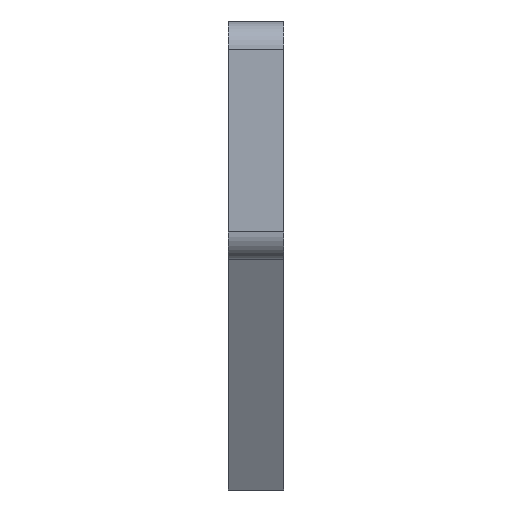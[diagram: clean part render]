
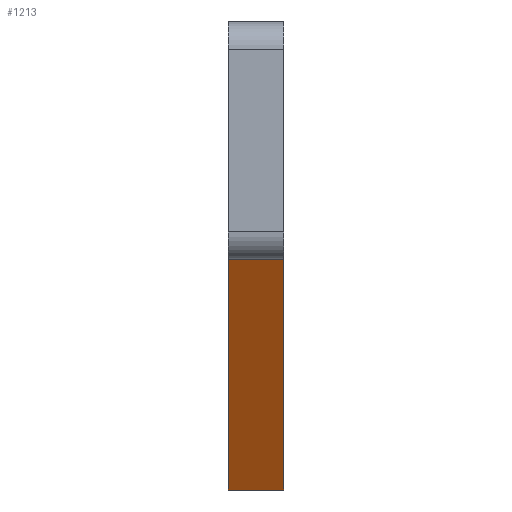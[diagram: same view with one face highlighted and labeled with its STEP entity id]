
A CAD part, top view. The second image highlights one B-rep face of the part: STEP entity #1213.
In plain terms, the highlighted planar face has unit normal (0, -0.981, 0.195).
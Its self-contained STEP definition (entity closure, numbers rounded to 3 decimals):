
#65 = EDGE_CURVE ( 'NONE', #1145, #2111, #435, .T. ) ;
#79 = DIRECTION ( 'NONE',  ( 0., -0.195, -0.981 ) ) ;
#161 = VECTOR ( 'NONE', #79, 1000. ) ;
#217 = DIRECTION ( 'NONE',  ( 0., -0.195, -0.981 ) ) ;
#311 = PLANE ( 'NONE',  #2262 ) ;
#416 = VERTEX_POINT ( 'NONE', #1469 ) ;
#435 = LINE ( 'NONE', #2228, #2688 ) ;
#442 = EDGE_CURVE ( 'NONE', #1249, #1145, #2707, .T. ) ;
#487 = CARTESIAN_POINT ( 'NONE',  ( -3., -25., 138. ) ) ;
#524 = DIRECTION ( 'NONE',  ( 0., 0.195, 0.981 ) ) ;
#545 = ORIENTED_EDGE ( 'NONE', *, *, #442, .F. ) ;
#715 = LINE ( 'NONE', #487, #161 ) ;
#722 = ORIENTED_EDGE ( 'NONE', *, *, #65, .F. ) ;
#1102 = EDGE_CURVE ( 'NONE', #416, #2111, #715, .T. ) ;
#1125 = DIRECTION ( 'NONE',  ( -1., 0., 0. ) ) ;
#1145 = VERTEX_POINT ( 'NONE', #2468 ) ;
#1164 = CARTESIAN_POINT ( 'NONE',  ( 3., -25., 138. ) ) ;
#1176 = CARTESIAN_POINT ( 'NONE',  ( 3., -25.479, 135.584 ) ) ;
#1213 = ADVANCED_FACE ( 'NONE', ( #2257 ), #311, .F. ) ;
#1249 = VERTEX_POINT ( 'NONE', #1176 ) ;
#1251 = LINE ( 'NONE', #1723, #2281 ) ;
#1469 = CARTESIAN_POINT ( 'NONE',  ( -3., -25.479, 135.584 ) ) ;
#1507 = DIRECTION ( 'NONE',  ( -1., 0., 0. ) ) ;
#1723 = CARTESIAN_POINT ( 'NONE',  ( 3., -25.479, 135.584 ) ) ;
#1833 = DIRECTION ( 'NONE',  ( 0., 0.981, -0.195 ) ) ;
#1943 = CARTESIAN_POINT ( 'NONE',  ( 3., -25., 138. ) ) ;
#2000 = EDGE_LOOP ( 'NONE', ( #545, #2562, #2104, #722 ) ) ;
#2104 = ORIENTED_EDGE ( 'NONE', *, *, #1102, .T. ) ;
#2111 = VERTEX_POINT ( 'NONE', #2356 ) ;
#2200 = EDGE_CURVE ( 'NONE', #1249, #416, #1251, .T. ) ;
#2228 = CARTESIAN_POINT ( 'NONE',  ( 3., -50., 12. ) ) ;
#2257 = FACE_OUTER_BOUND ( 'NONE', #2000, .T. ) ;
#2262 = AXIS2_PLACEMENT_3D ( 'NONE', #1164, #1833, #524 ) ;
#2281 = VECTOR ( 'NONE', #1507, 1000. ) ;
#2356 = CARTESIAN_POINT ( 'NONE',  ( -3., -50., 12. ) ) ;
#2468 = CARTESIAN_POINT ( 'NONE',  ( 3., -50., 12. ) ) ;
#2562 = ORIENTED_EDGE ( 'NONE', *, *, #2200, .T. ) ;
#2639 = VECTOR ( 'NONE', #217, 1000. ) ;
#2688 = VECTOR ( 'NONE', #1125, 1000. ) ;
#2707 = LINE ( 'NONE', #1943, #2639 ) ;
